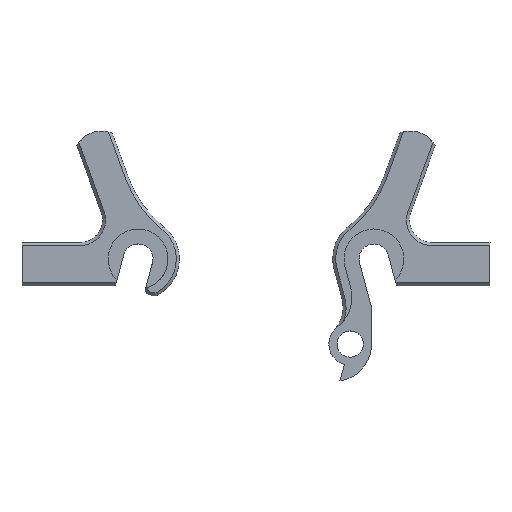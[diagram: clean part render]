
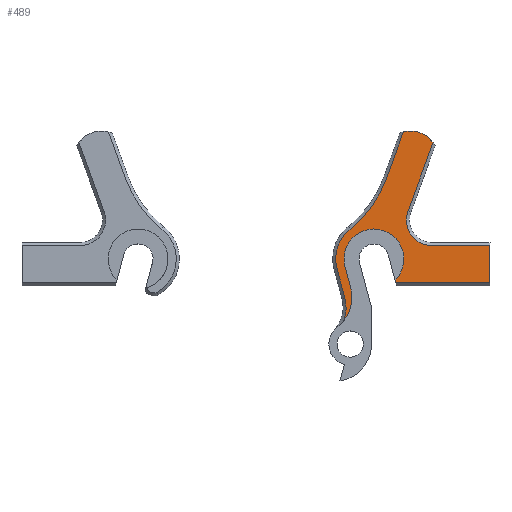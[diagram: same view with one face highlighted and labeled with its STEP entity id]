
A CAD part, top view. The second image highlights one B-rep face of the part: STEP entity #489.
In plain terms, the highlighted planar face has unit normal (0, 0, 1).
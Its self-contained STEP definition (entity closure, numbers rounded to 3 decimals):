
#51 = EDGE_CURVE ( 'NONE', #788, #1224, #1738, .T. ) ;
#53 = EDGE_CURVE ( 'NONE', #1229, #1238, #1744, .T. ) ;
#55 = EDGE_CURVE ( 'NONE', #1235, #1220, #1743, .T. ) ;
#56 = EDGE_CURVE ( 'NONE', #1220, #1229, #1746, .T. ) ;
#57 = EDGE_CURVE ( 'NONE', #1238, #1245, #1747, .T. ) ;
#58 = EDGE_CURVE ( 'NONE', #1245, #798, #1748, .T. ) ;
#59 = EDGE_CURVE ( 'NONE', #1224, #810, #1750, .T. ) ;
#60 = EDGE_CURVE ( 'NONE', #775, #1239, #1751, .T. ) ;
#61 = EDGE_CURVE ( 'NONE', #1239, #1218, #1753, .T. ) ;
#62 = EDGE_CURVE ( 'NONE', #1218, #807, #1755, .T. ) ;
#69 = EDGE_CURVE ( 'NONE', #1216, #457, #1763, .T. ) ;
#85 = EDGE_CURVE ( 'NONE', #798, #788, #1786, .T. ) ;
#111 = EDGE_CURVE ( 'NONE', #807, #1216, #1831, .T. ) ;
#132 = EDGE_CURVE ( 'NONE', #457, #1247, #1861, .T. ) ;
#133 = EDGE_CURVE ( 'NONE', #1247, #1235, #1863, .T. ) ;
#138 = EDGE_CURVE ( 'NONE', #810, #775, #1865, .T. ) ;
#178 = AXIS2_PLACEMENT_3D ( 'NONE', #1485, #1484, #1512 ) ;
#181 = AXIS2_PLACEMENT_3D ( 'NONE', #1641, #1615, #1504 ) ;
#193 = AXIS2_PLACEMENT_3D ( 'NONE', #1631, #1578, #1603 ) ;
#194 = AXIS2_PLACEMENT_3D ( 'NONE', #1508, #1524, #1558 ) ;
#195 = AXIS2_PLACEMENT_3D ( 'NONE', #1538, #1665, #1601 ) ;
#198 = AXIS2_PLACEMENT_3D ( 'NONE', #1469, #1585, #1648 ) ;
#335 = CARTESIAN_POINT ( 'NONE',  ( 229.216, -27.088, 4. ) ) ;
#337 = CARTESIAN_POINT ( 'NONE',  ( 202.223, -28.425, 4. ) ) ;
#339 = CARTESIAN_POINT ( 'NONE',  ( 172.921, -6.822, 4. ) ) ;
#343 = CARTESIAN_POINT ( 'NONE',  ( 178.091, -24.111, 4. ) ) ;
#348 = CARTESIAN_POINT ( 'NONE',  ( 165.14, -6.254, 4. ) ) ;
#354 = CARTESIAN_POINT ( 'NONE',  ( 182.908, -4.223, 4. ) ) ;
#357 = CARTESIAN_POINT ( 'NONE',  ( 176.467, -8.786, 4. ) ) ;
#358 = CARTESIAN_POINT ( 'NONE',  ( 190.575, -36.456, 4. ) ) ;
#364 = CARTESIAN_POINT ( 'NONE',  ( 183.612, -6.927, 4. ) ) ;
#366 = CARTESIAN_POINT ( 'NONE',  ( 196.351, -8.749, 4. ) ) ;
#457 = VERTEX_POINT ( 'NONE', #934 ) ;
#489 = ADVANCED_FACE ( 'NONE', ( #2085 ), #1432, .T. ) ;
#528 = EDGE_LOOP ( 'NONE', ( #733, #739, #743, #734, #718, #715, #762, #770, #732, #754, #674, #573, #685, #669, #684, #681 ) ) ;
#573 = ORIENTED_EDGE ( 'NONE', *, *, #62, .T. ) ;
#669 = ORIENTED_EDGE ( 'NONE', *, *, #69, .T. ) ;
#674 = ORIENTED_EDGE ( 'NONE', *, *, #61, .T. ) ;
#681 = ORIENTED_EDGE ( 'NONE', *, *, #133, .T. ) ;
#684 = ORIENTED_EDGE ( 'NONE', *, *, #132, .T. ) ;
#685 = ORIENTED_EDGE ( 'NONE', *, *, #111, .T. ) ;
#715 = ORIENTED_EDGE ( 'NONE', *, *, #85, .T. ) ;
#718 = ORIENTED_EDGE ( 'NONE', *, *, #58, .T. ) ;
#732 = ORIENTED_EDGE ( 'NONE', *, *, #138, .T. ) ;
#733 = ORIENTED_EDGE ( 'NONE', *, *, #55, .T. ) ;
#734 = ORIENTED_EDGE ( 'NONE', *, *, #57, .T. ) ;
#739 = ORIENTED_EDGE ( 'NONE', *, *, #56, .T. ) ;
#743 = ORIENTED_EDGE ( 'NONE', *, *, #53, .T. ) ;
#754 = ORIENTED_EDGE ( 'NONE', *, *, #60, .T. ) ;
#762 = ORIENTED_EDGE ( 'NONE', *, *, #51, .T. ) ;
#770 = ORIENTED_EDGE ( 'NONE', *, *, #59, .T. ) ;
#775 = VERTEX_POINT ( 'NONE', #1386 ) ;
#788 = VERTEX_POINT ( 'NONE', #1376 ) ;
#798 = VERTEX_POINT ( 'NONE', #1385 ) ;
#807 = VERTEX_POINT ( 'NONE', #919 ) ;
#810 = VERTEX_POINT ( 'NONE', #936 ) ;
#919 = CARTESIAN_POINT ( 'NONE',  ( 225.495, -37.086, 4. ) ) ;
#934 = CARTESIAN_POINT ( 'NONE',  ( 213.448, -21.22, 4. ) ) ;
#936 = CARTESIAN_POINT ( 'NONE',  ( 177.86, -56.07, 4. ) ) ;
#1066 = AXIS2_PLACEMENT_3D ( 'NONE', #1928, #1958, #1943 ) ;
#1067 = AXIS2_PLACEMENT_3D ( 'NONE', #1895, #1931, #1938 ) ;
#1216 = VERTEX_POINT ( 'NONE', #335 ) ;
#1218 = VERTEX_POINT ( 'NONE', #337 ) ;
#1220 = VERTEX_POINT ( 'NONE', #339 ) ;
#1224 = VERTEX_POINT ( 'NONE', #343 ) ;
#1229 = VERTEX_POINT ( 'NONE', #348 ) ;
#1235 = VERTEX_POINT ( 'NONE', #354 ) ;
#1238 = VERTEX_POINT ( 'NONE', #357 ) ;
#1239 = VERTEX_POINT ( 'NONE', #358 ) ;
#1245 = VERTEX_POINT ( 'NONE', #364 ) ;
#1247 = VERTEX_POINT ( 'NONE', #366 ) ;
#1376 = CARTESIAN_POINT ( 'NONE',  ( 178.935, -23.891, 4. ) ) ;
#1385 = CARTESIAN_POINT ( 'NONE',  ( 196.331, -16.759, 4. ) ) ;
#1386 = CARTESIAN_POINT ( 'NONE',  ( 190.433, -56.161, 4. ) ) ;
#1432 = PLANE ( 'NONE',  #1724 ) ;
#1444 = CARTESIAN_POINT ( 'NONE',  ( 173.268, 3.504, 4. ) ) ;
#1451 = DIRECTION ( 'NONE',  ( 0., 0., 1. ) ) ;
#1454 = DIRECTION ( 'NONE',  ( 1., 0., 0. ) ) ;
#1458 = CARTESIAN_POINT ( 'NONE',  ( 213.448, -21.22, 4. ) ) ;
#1465 = DIRECTION ( 'NONE',  ( 0.968, 0.252, 0. ) ) ;
#1469 = CARTESIAN_POINT ( 'NONE',  ( 173.268, 3.504, 4. ) ) ;
#1484 = DIRECTION ( 'NONE',  ( 0., 0., -1. ) ) ;
#1485 = CARTESIAN_POINT ( 'NONE',  ( 186.171, -16.759, 4. ) ) ;
#1504 = DIRECTION ( 'NONE',  ( 1., 0., 0. ) ) ;
#1505 = CARTESIAN_POINT ( 'NONE',  ( 187.45, -21.676, 4. ) ) ;
#1506 = CARTESIAN_POINT ( 'NONE',  ( 176.467, -8.786, 4. ) ) ;
#1508 = CARTESIAN_POINT ( 'NONE',  ( 186.171, -16.759, 4. ) ) ;
#1512 = DIRECTION ( 'NONE',  ( 1., 0., 0. ) ) ;
#1514 = CARTESIAN_POINT ( 'NONE',  ( 190.575, -36.456, 4. ) ) ;
#1518 = DIRECTION ( 'NONE',  ( 0.937, -0.349, 0. ) ) ;
#1524 = DIRECTION ( 'NONE',  ( 0., 0., -1. ) ) ;
#1538 = CARTESIAN_POINT ( 'NONE',  ( 169.866, 4.916, 4. ) ) ;
#1541 = DIRECTION ( 'NONE',  ( -0.968, -0.252, 0. ) ) ;
#1549 = CARTESIAN_POINT ( 'NONE',  ( 177.86, -56.07, 4. ) ) ;
#1558 = DIRECTION ( 'NONE',  ( 1., 0., 0. ) ) ;
#1576 = CARTESIAN_POINT ( 'NONE',  ( 224.753, -36.81, 4. ) ) ;
#1578 = DIRECTION ( 'NONE',  ( 0., 0., -1. ) ) ;
#1585 = DIRECTION ( 'NONE',  ( 0., 0., 1. ) ) ;
#1589 = CARTESIAN_POINT ( 'NONE',  ( 172.921, -6.822, 4. ) ) ;
#1593 = DIRECTION ( 'NONE',  ( -0.937, 0.349, 0. ) ) ;
#1601 = DIRECTION ( 'NONE',  ( 1., 0., 0. ) ) ;
#1603 = DIRECTION ( 'NONE',  ( 1., 0., 0. ) ) ;
#1611 = DIRECTION ( 'NONE',  ( -0.007, -1., 0. ) ) ;
#1615 = DIRECTION ( 'NONE',  ( 0., 0., 1. ) ) ;
#1631 = CARTESIAN_POINT ( 'NONE',  ( 199.211, -36.519, 4. ) ) ;
#1641 = CARTESIAN_POINT ( 'NONE',  ( 219.96, -29.335, 4. ) ) ;
#1648 = DIRECTION ( 'NONE',  ( 1., 0., 0. ) ) ;
#1653 = DIRECTION ( 'NONE',  ( -0.968, -0.252, 0. ) ) ;
#1657 = DIRECTION ( 'NONE',  ( 0.007, 1., 0. ) ) ;
#1665 = DIRECTION ( 'NONE',  ( 0., 0., -1. ) ) ;
#1724 = AXIS2_PLACEMENT_3D ( 'NONE', #1444, #1451, #1454 ) ;
#1738 = LINE ( 'NONE', #1505, #1739 ) ;
#1739 = VECTOR ( 'NONE', #1541, 1000. ) ;
#1743 = LINE ( 'NONE', #1589, #1745 ) ;
#1744 = CIRCLE ( 'NONE', #198, 12.7 ) ;
#1745 = VECTOR ( 'NONE', #1653, 1000. ) ;
#1746 = CIRCLE ( 'NONE', #195, 12.128 ) ;
#1747 = LINE ( 'NONE', #1506, #1749 ) ;
#1748 = CIRCLE ( 'NONE', #194, 10.16 ) ;
#1749 = VECTOR ( 'NONE', #1465, 1000. ) ;
#1750 = LINE ( 'NONE', #1549, #1752 ) ;
#1751 = LINE ( 'NONE', #1514, #1754 ) ;
#1752 = VECTOR ( 'NONE', #1611, 1000. ) ;
#1753 = CIRCLE ( 'NONE', #193, 8.636 ) ;
#1754 = VECTOR ( 'NONE', #1657, 1000. ) ;
#1755 = LINE ( 'NONE', #1576, #1757 ) ;
#1757 = VECTOR ( 'NONE', #1518, 1000. ) ;
#1763 = LINE ( 'NONE', #1458, #1765 ) ;
#1765 = VECTOR ( 'NONE', #1593, 1000. ) ;
#1786 = CIRCLE ( 'NONE', #178, 10.16 ) ;
#1831 = CIRCLE ( 'NONE', #181, 9.525 ) ;
#1861 = CIRCLE ( 'NONE', #1067, 39.116 ) ;
#1863 = CIRCLE ( 'NONE', #1066, 12.954 ) ;
#1865 = LINE ( 'NONE', #1965, #1873 ) ;
#1873 = VECTOR ( 'NONE', #1919, 1000. ) ;
#1895 = CARTESIAN_POINT ( 'NONE',  ( 227.091, 15.44, 4. ) ) ;
#1919 = DIRECTION ( 'NONE',  ( 1., -0.007, 0. ) ) ;
#1928 = CARTESIAN_POINT ( 'NONE',  ( 186.171, -16.759, 4. ) ) ;
#1931 = DIRECTION ( 'NONE',  ( 0., 0., -1. ) ) ;
#1938 = DIRECTION ( 'NONE',  ( 1., 0., 0. ) ) ;
#1943 = DIRECTION ( 'NONE',  ( 1., 0., 0. ) ) ;
#1958 = DIRECTION ( 'NONE',  ( 0., 0., 1. ) ) ;
#1965 = CARTESIAN_POINT ( 'NONE',  ( 191.449, -56.168, 4. ) ) ;
#2085 = FACE_OUTER_BOUND ( 'NONE', #528, .T. ) ;
